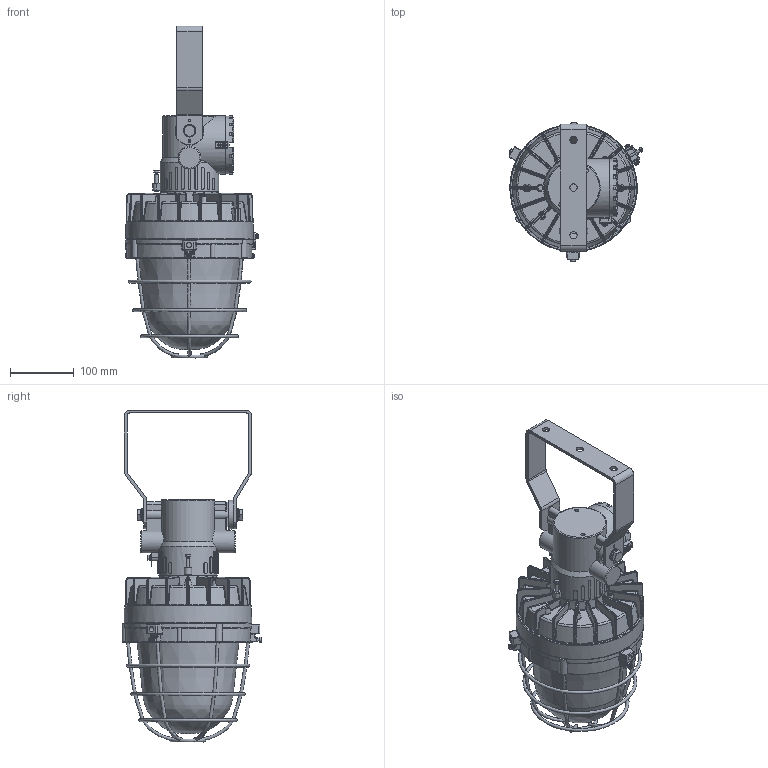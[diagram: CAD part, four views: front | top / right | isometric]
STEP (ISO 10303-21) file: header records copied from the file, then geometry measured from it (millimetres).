
FILE_DESCRIPTION((''),'2;1');
FILE_NAME('СГЖ01-4960С_У_220AC.stp','2019-06-04T10:12:53',('L.A.Ronzhin'),(''),'Autodesk Inventor 2012','Autodesk Inventor 2012','');
FILE_SCHEMA(('AUTOMOTIVE_DESIGN { 1 0 10303 214 1 1 1 1 }'));
Length unit declared in the file: millimetre
Products named in the file (1): СГЖ01-4960С_У_220AC
Bounding box: 210.58 x 219.6 x 522.41 mm (x, y, z)
Volume: 6130237.2 mm3; surface area: 393370 mm2
Topology: 1 solids, 1 shells, 2060 faces, 5265 edges, 3258 vertices
Faces by surface type: plane 724, cylinder 545, bspline 249, torus 230, cone 212, sphere 94, revolution 6
Full cylindrical faces by diameter (mm): 2 x2, 3.2 x2, 3.65 x7, 4 x13, 4.3 x3, 4.4 x2, 4.567 x2, 5 x3, 5.1 x1, 5.2 x1, 6 x6, 6.647 x2, 6.7 x2, 7.4 x4, 7.9 x2, 8 x3, 9 x3, 9.188 x2, 9.8 x1, 10 x2, 10.5 x2, 11.5 x3, 11.9 x1, 12.4 x2, 15.4 x2, 20 x2, 25 x1, 35.3 x2, 45 x1, 81.9 x1
Entity records: 74705 total; most frequent: CARTESIAN_POINT 25197, ORIENTED_EDGE 10064, DIRECTION 9897, EDGE_CURVE 5032, AXIS2_PLACEMENT_3D 4016, VERTEX_POINT 3185, EDGE_LOOP 2364, FACE_OUTER_BOUND 2060
